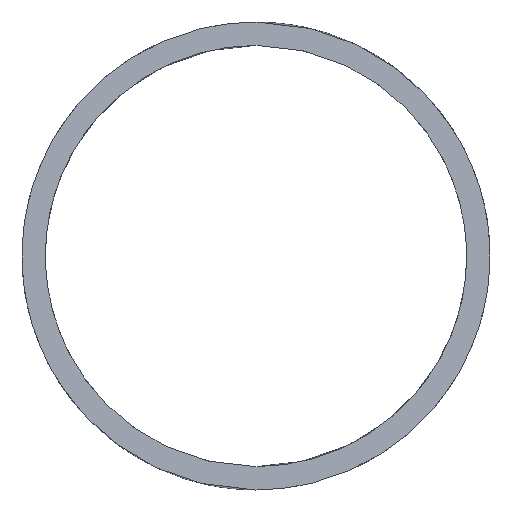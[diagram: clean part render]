
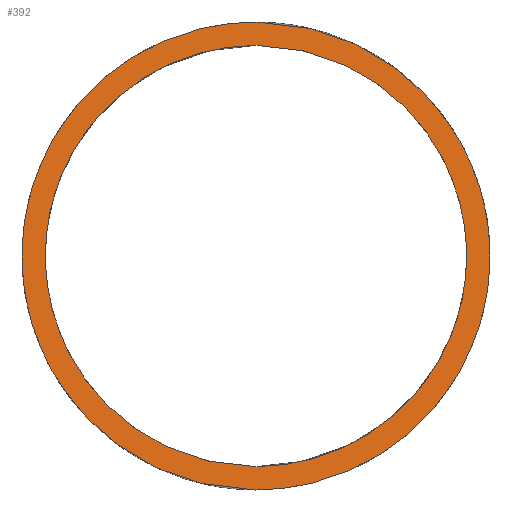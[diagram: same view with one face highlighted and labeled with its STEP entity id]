
A CAD part, front view. The second image highlights one B-rep face of the part: STEP entity #392.
In plain terms, the highlighted planar face has unit normal (0.702, -0.707, 0.086).
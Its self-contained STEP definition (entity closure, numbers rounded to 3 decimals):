
#67=CARTESIAN_POINT('Vertex',(-1568.58,-143.333,1028.003)) ;
#71=CARTESIAN_POINT('Control Point',(-1568.58,-146.623,1001.003)) ;
#72=CARTESIAN_POINT('Control Point',(-1569.518,-147.554,1001.003)) ;
#73=CARTESIAN_POINT('Control Point',(-1570.461,-148.48,1001.085)) ;
#74=CARTESIAN_POINT('Control Point',(-1571.404,-149.397,1001.249)) ;
#75=CARTESIAN_POINT('Control Point',(-1573.534,-151.441,1001.82)) ;
#76=CARTESIAN_POINT('Control Point',(-1575.602,-153.367,1002.863)) ;
#77=CARTESIAN_POINT('Control Point',(-1576.727,-154.392,1003.607)) ;
#78=CARTESIAN_POINT('Control Point',(-1578.353,-155.835,1005.011)) ;
#79=CARTESIAN_POINT('Control Point',(-1579.738,-156.987,1006.842)) ;
#80=CARTESIAN_POINT('Control Point',(-1580.181,-157.343,1007.525)) ;
#81=CARTESIAN_POINT('Control Point',(-1580.923,-157.913,1008.893)) ;
#82=CARTESIAN_POINT('Control Point',(-1581.477,-158.278,1010.41)) ;
#83=CARTESIAN_POINT('Control Point',(-1581.688,-158.398,1011.141)) ;
#84=CARTESIAN_POINT('Control Point',(-1582.,-158.528,1012.612)) ;
#85=CARTESIAN_POINT('Control Point',(-1582.105,-158.449,1014.116)) ;
#86=CARTESIAN_POINT('Control Point',(-1582.105,-158.36,1014.851)) ;
#87=CARTESIAN_POINT('Control Point',(-1581.952,-157.931,1017.123)) ;
#88=CARTESIAN_POINT('Control Point',(-1581.353,-157.08,1019.228)) ;
#89=CARTESIAN_POINT('Control Point',(-1580.778,-156.352,1020.523)) ;
#90=CARTESIAN_POINT('Control Point',(-1579.559,-154.893,1022.563)) ;
#91=CARTESIAN_POINT('Control Point',(-1578.058,-153.205,1024.186)) ;
#92=CARTESIAN_POINT('Control Point',(-1577.367,-152.444,1024.813)) ;
#93=CARTESIAN_POINT('Control Point',(-1575.344,-150.247,1026.362)) ;
#94=CARTESIAN_POINT('Control Point',(-1573.114,-147.912,1027.359)) ;
#95=CARTESIAN_POINT('Control Point',(-1571.63,-146.386,1027.786)) ;
#96=CARTESIAN_POINT('Control Point',(-1570.111,-144.853,1028.003)) ;
#97=CARTESIAN_POINT('Control Point',(-1568.58,-143.333,1028.003)) ;
#98=CARTESIAN_POINT('Vertex',(-1568.58,-146.623,1001.003)) ;
#158=CARTESIAN_POINT('Control Point',(-1568.58,-143.333,1028.003)) ;
#159=CARTESIAN_POINT('Control Point',(-1567.642,-142.402,1028.003)) ;
#160=CARTESIAN_POINT('Control Point',(-1566.699,-141.476,1027.922)) ;
#161=CARTESIAN_POINT('Control Point',(-1565.756,-140.56,1027.757)) ;
#162=CARTESIAN_POINT('Control Point',(-1563.626,-138.515,1027.187)) ;
#163=CARTESIAN_POINT('Control Point',(-1561.558,-136.59,1026.143)) ;
#164=CARTESIAN_POINT('Control Point',(-1560.433,-135.564,1025.399)) ;
#165=CARTESIAN_POINT('Control Point',(-1558.807,-134.121,1023.995)) ;
#166=CARTESIAN_POINT('Control Point',(-1557.422,-132.969,1022.165)) ;
#167=CARTESIAN_POINT('Control Point',(-1556.979,-132.613,1021.481)) ;
#168=CARTESIAN_POINT('Control Point',(-1556.237,-132.043,1020.114)) ;
#169=CARTESIAN_POINT('Control Point',(-1555.683,-131.678,1018.597)) ;
#170=CARTESIAN_POINT('Control Point',(-1555.472,-131.558,1017.866)) ;
#171=CARTESIAN_POINT('Control Point',(-1555.16,-131.428,1016.394)) ;
#172=CARTESIAN_POINT('Control Point',(-1555.055,-131.507,1014.891)) ;
#173=CARTESIAN_POINT('Control Point',(-1555.055,-131.596,1014.155)) ;
#174=CARTESIAN_POINT('Control Point',(-1555.208,-132.025,1011.884)) ;
#175=CARTESIAN_POINT('Control Point',(-1555.807,-132.876,1009.779)) ;
#176=CARTESIAN_POINT('Control Point',(-1556.382,-133.605,1008.484)) ;
#177=CARTESIAN_POINT('Control Point',(-1557.601,-135.063,1006.443)) ;
#178=CARTESIAN_POINT('Control Point',(-1559.102,-136.751,1004.82)) ;
#179=CARTESIAN_POINT('Control Point',(-1559.793,-137.513,1004.194)) ;
#180=CARTESIAN_POINT('Control Point',(-1561.816,-139.709,1002.644)) ;
#181=CARTESIAN_POINT('Control Point',(-1564.046,-142.045,1001.647)) ;
#182=CARTESIAN_POINT('Control Point',(-1565.531,-143.57,1001.22)) ;
#183=CARTESIAN_POINT('Control Point',(-1567.049,-145.103,1001.003)) ;
#184=CARTESIAN_POINT('Control Point',(-1568.58,-146.623,1001.003)) ;
#220=CARTESIAN_POINT('Vertex',(-1568.58,-146.806,999.503)) ;
#224=CARTESIAN_POINT('Control Point',(-1568.58,-146.806,999.503)) ;
#225=CARTESIAN_POINT('Control Point',(-1570.653,-148.864,999.503)) ;
#226=CARTESIAN_POINT('Control Point',(-1572.749,-150.9,999.862)) ;
#227=CARTESIAN_POINT('Control Point',(-1574.822,-152.869,1000.589)) ;
#228=CARTESIAN_POINT('Control Point',(-1577.531,-155.369,1002.142)) ;
#229=CARTESIAN_POINT('Control Point',(-1579.868,-157.393,1004.568)) ;
#230=CARTESIAN_POINT('Control Point',(-1580.434,-157.872,1005.246)) ;
#231=CARTESIAN_POINT('Control Point',(-1581.407,-158.672,1006.61)) ;
#232=CARTESIAN_POINT('Control Point',(-1582.212,-159.281,1008.166)) ;
#233=CARTESIAN_POINT('Control Point',(-1582.539,-159.514,1008.92)) ;
#234=CARTESIAN_POINT('Control Point',(-1583.104,-159.879,1010.518)) ;
#235=CARTESIAN_POINT('Control Point',(-1583.443,-160.01,1012.213)) ;
#236=CARTESIAN_POINT('Control Point',(-1583.552,-160.011,1013.089)) ;
#237=CARTESIAN_POINT('Control Point',(-1583.673,-159.833,1015.533)) ;
#238=CARTESIAN_POINT('Control Point',(-1583.309,-159.183,1017.9)) ;
#239=CARTESIAN_POINT('Control Point',(-1582.893,-158.597,1019.319)) ;
#240=CARTESIAN_POINT('Control Point',(-1581.785,-157.178,1021.94)) ;
#241=CARTESIAN_POINT('Control Point',(-1580.243,-155.388,1024.07)) ;
#242=CARTESIAN_POINT('Control Point',(-1579.385,-154.421,1025.018)) ;
#243=CARTESIAN_POINT('Control Point',(-1576.938,-151.723,1027.228)) ;
#244=CARTESIAN_POINT('Control Point',(-1574.149,-148.784,1028.627)) ;
#245=CARTESIAN_POINT('Control Point',(-1572.331,-146.91,1029.207)) ;
#246=CARTESIAN_POINT('Control Point',(-1570.465,-145.021,1029.503)) ;
#247=CARTESIAN_POINT('Control Point',(-1568.58,-143.15,1029.503)) ;
#248=CARTESIAN_POINT('Vertex',(-1568.58,-143.15,1029.503)) ;
#302=CARTESIAN_POINT('Control Point',(-1568.58,-143.15,1029.503)) ;
#303=CARTESIAN_POINT('Control Point',(-1566.507,-141.092,1029.503)) ;
#304=CARTESIAN_POINT('Control Point',(-1564.412,-139.056,1029.145)) ;
#305=CARTESIAN_POINT('Control Point',(-1562.338,-137.087,1028.417)) ;
#306=CARTESIAN_POINT('Control Point',(-1559.629,-134.588,1026.865)) ;
#307=CARTESIAN_POINT('Control Point',(-1557.292,-132.564,1024.438)) ;
#308=CARTESIAN_POINT('Control Point',(-1556.726,-132.085,1023.761)) ;
#309=CARTESIAN_POINT('Control Point',(-1555.753,-131.284,1022.397)) ;
#310=CARTESIAN_POINT('Control Point',(-1554.948,-130.676,1020.84)) ;
#311=CARTESIAN_POINT('Control Point',(-1554.621,-130.443,1020.087)) ;
#312=CARTESIAN_POINT('Control Point',(-1554.056,-130.077,1018.489)) ;
#313=CARTESIAN_POINT('Control Point',(-1553.717,-129.947,1016.793)) ;
#314=CARTESIAN_POINT('Control Point',(-1553.608,-129.945,1015.918)) ;
#315=CARTESIAN_POINT('Control Point',(-1553.487,-130.123,1013.473)) ;
#316=CARTESIAN_POINT('Control Point',(-1553.851,-130.773,1011.107)) ;
#317=CARTESIAN_POINT('Control Point',(-1554.267,-131.359,1009.688)) ;
#318=CARTESIAN_POINT('Control Point',(-1555.376,-132.778,1007.067)) ;
#319=CARTESIAN_POINT('Control Point',(-1556.917,-134.568,1004.937)) ;
#320=CARTESIAN_POINT('Control Point',(-1557.775,-135.535,1003.988)) ;
#321=CARTESIAN_POINT('Control Point',(-1560.223,-138.234,1001.778)) ;
#322=CARTESIAN_POINT('Control Point',(-1563.011,-141.172,1000.38)) ;
#323=CARTESIAN_POINT('Control Point',(-1564.829,-143.047,999.799)) ;
#324=CARTESIAN_POINT('Control Point',(-1566.695,-144.936,999.503)) ;
#325=CARTESIAN_POINT('Control Point',(-1568.58,-146.806,999.503)) ;
#379=CARTESIAN_POINT('Axis2P3D Location',(-1568.58,-144.978,1014.503)) ;
#380=DIRECTION('Axis2P3D Direction',(0.702,-0.707,0.086)) ;
#381=DIRECTION('Axis2P3D XDirection',(-0.122,0.,0.993)) ;
#382=AXIS2_PLACEMENT_3D('Plane Axis2P3D',#379,#380,#381) ;
#383=PLANE('',#382) ;
#391=FACE_BOUND('',#388,.T.) ;
#100=EDGE_CURVE('',#99,#68,#70,.T.) ;
#185=EDGE_CURVE('',#68,#99,#157,.T.) ;
#250=EDGE_CURVE('',#221,#249,#223,.T.) ;
#326=EDGE_CURVE('',#249,#221,#301,.T.) ;
#384=EDGE_LOOP('',(#385,#386)) ;
#388=EDGE_LOOP('',(#389,#390)) ;
#385=ORIENTED_EDGE('',*,*,#326,.F.) ;
#386=ORIENTED_EDGE('',*,*,#250,.F.) ;
#389=ORIENTED_EDGE('',*,*,#185,.T.) ;
#390=ORIENTED_EDGE('',*,*,#100,.T.) ;
#68=VERTEX_POINT('',#67) ;
#99=VERTEX_POINT('',#98) ;
#221=VERTEX_POINT('',#220) ;
#249=VERTEX_POINT('',#248) ;
#392=ADVANCED_FACE('Corps principal',(#387,#391),#383,.T.) ;
#70=B_SPLINE_CURVE_WITH_KNOTS('',5,(#71,#72,#73,#74,#75,#76,#77,#78,#79,#80,#81,#82,#83,#84,#85,#86,#87,#88,#89,#90,#91,#92,#93,#94,#95,#96,#97),.UNSPECIFIED.,.F.,.U.,(6,3,3,3,3,3,3,3,6),(0.,9.345,21.209,27.454,32.868,38.077,49.187,57.67,72.927),.UNSPECIFIED.) ;
#157=B_SPLINE_CURVE_WITH_KNOTS('',5,(#158,#159,#160,#161,#162,#163,#164,#165,#166,#167,#168,#169,#170,#171,#172,#173,#174,#175,#176,#177,#178,#179,#180,#181,#182,#183,#184),.UNSPECIFIED.,.F.,.U.,(6,3,3,3,3,3,3,3,6),(0.,9.345,21.209,27.454,32.868,38.077,49.187,57.67,72.927),.UNSPECIFIED.) ;
#223=B_SPLINE_CURVE_WITH_KNOTS('',5,(#224,#225,#226,#227,#228,#229,#230,#231,#232,#233,#234,#235,#236,#237,#238,#239,#240,#241,#242,#243,#244,#245,#246,#247),.UNSPECIFIED.,.F.,.U.,(6,3,3,3,3,3,3,6),(0.,20.656,27.724,33.73,39.925,50.997,62.256,81.033),.UNSPECIFIED.) ;
#301=B_SPLINE_CURVE_WITH_KNOTS('',5,(#302,#303,#304,#305,#306,#307,#308,#309,#310,#311,#312,#313,#314,#315,#316,#317,#318,#319,#320,#321,#322,#323,#324,#325),.UNSPECIFIED.,.F.,.U.,(6,3,3,3,3,3,3,6),(0.,20.656,27.724,33.73,39.925,50.997,62.256,81.033),.UNSPECIFIED.) ;
#387=FACE_OUTER_BOUND('',#384,.T.) ;
